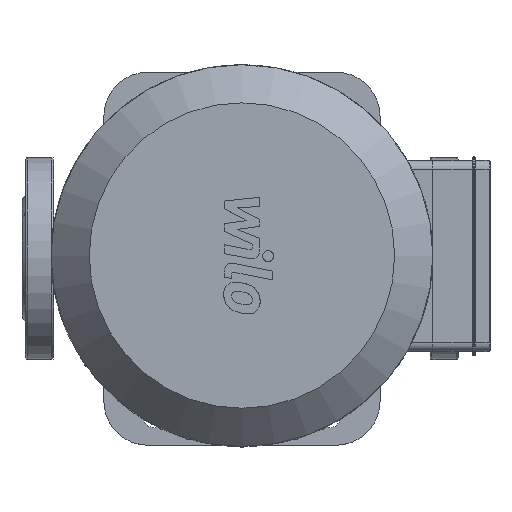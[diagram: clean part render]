
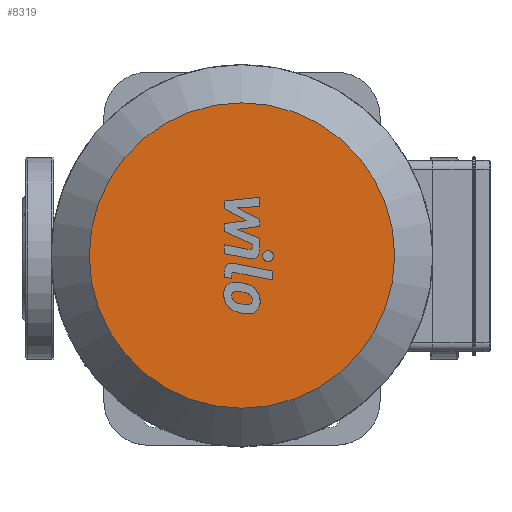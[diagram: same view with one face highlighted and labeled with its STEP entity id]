
A CAD part, top view. The second image highlights one B-rep face of the part: STEP entity #8319.
In plain terms, the highlighted planar face has unit normal (0, 0, 1).
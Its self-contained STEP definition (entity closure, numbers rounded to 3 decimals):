
#1715=PLANE('',#9153);
#2258=FACE_OUTER_BOUND('',#2783,.T.);
#2783=EDGE_LOOP('',(#7273));
#3328=CIRCLE('',#9154,86.8);
#4074=VERTEX_POINT('',#14193);
#5193=EDGE_CURVE('',#4074,#4074,#3328,.T.);
#7273=ORIENTED_EDGE('',*,*,#5193,.F.);
#8319=ADVANCED_FACE('',(#2258),#1715,.T.);
#9153=AXIS2_PLACEMENT_3D('',#14192,#11246,#11247);
#9154=AXIS2_PLACEMENT_3D('',#14194,#11248,#11249);
#11246=DIRECTION('center_axis',(0.,0.,
1.));
#11247=DIRECTION('ref_axis',(0.,-1.,0.));
#11248=DIRECTION('center_axis',(0.,0.,
-1.));
#11249=DIRECTION('ref_axis',(0.,1.,0.));
#14192=CARTESIAN_POINT('Origin',(0.,43.4,
1051.5));
#14193=CARTESIAN_POINT('',(0.,86.8,1051.5));
#14194=CARTESIAN_POINT('Origin',(0.,0.,1051.5));
